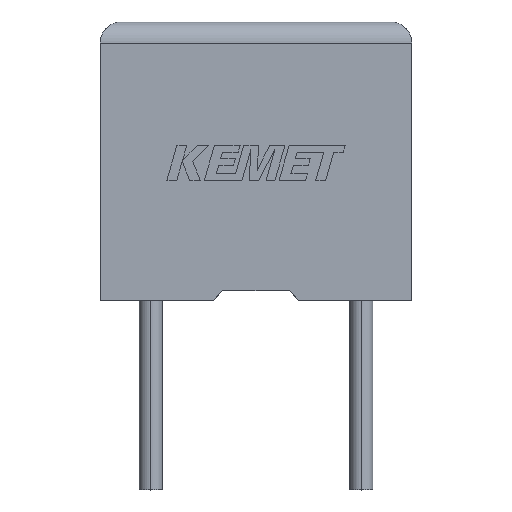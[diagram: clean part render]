
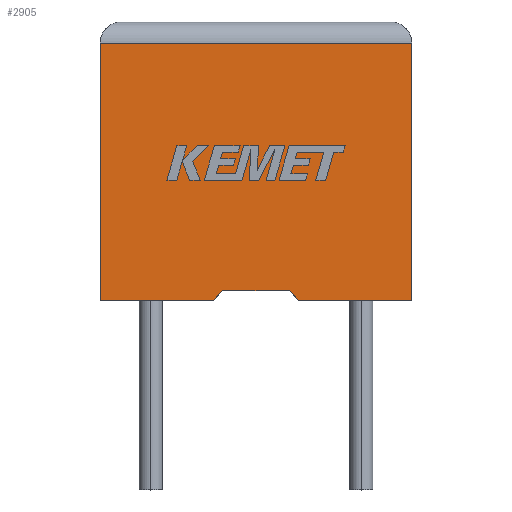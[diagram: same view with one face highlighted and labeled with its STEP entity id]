
A CAD part, top view. The second image highlights one B-rep face of the part: STEP entity #2905.
In plain terms, the highlighted planar face has unit normal (0, 0, 1).
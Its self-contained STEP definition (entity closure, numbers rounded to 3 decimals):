
#53 = CARTESIAN_POINT ( 'NONE',  ( 4.495, 0.228, 2.6 ) ) ;
#81 = VERTEX_POINT ( 'NONE', #2068 ) ;
#194 = CARTESIAN_POINT ( 'NONE',  ( 4.7, 0., 2.6 ) ) ;
#287 = EDGE_CURVE ( 'NONE', #2012, #2534, #1161, .T. ) ;
#293 = VECTOR ( 'NONE', #836, 1000. ) ;
#365 = DIRECTION ( 'NONE',  ( 1., 0., 0. ) ) ;
#386 = ORIENTED_EDGE ( 'NONE', *, *, #1254, .F. ) ;
#655 = CARTESIAN_POINT ( 'NONE',  ( 4.7, 0., 2.6 ) ) ;
#677 = LINE ( 'NONE', #1533, #1122 ) ;
#684 = CARTESIAN_POINT ( 'NONE',  ( 0., 6.1, 2.6 ) ) ;
#810 = CARTESIAN_POINT ( 'NONE',  ( 2.7, 0., 2.6 ) ) ;
#836 = DIRECTION ( 'NONE',  ( -0.67, -0.742, 0. ) ) ;
#845 = EDGE_CURVE ( 'NONE', #81, #1724, #677, .T. ) ;
#898 = EDGE_CURVE ( 'NONE', #2713, #81, #2349, .T. ) ;
#967 = ORIENTED_EDGE ( 'NONE', *, *, #1961, .T. ) ;
#970 = ORIENTED_EDGE ( 'NONE', *, *, #2322, .T. ) ;
#984 = PLANE ( 'NONE',  #2447 ) ;
#1053 = EDGE_CURVE ( 'NONE', #2534, #2713, #1946, .T. ) ;
#1098 = VECTOR ( 'NONE', #1244, 1000. ) ;
#1120 = VECTOR ( 'NONE', #2272, 1000. ) ;
#1122 = VECTOR ( 'NONE', #365, 1000. ) ;
#1161 = LINE ( 'NONE', #2017, #2544 ) ;
#1194 = ORIENTED_EDGE ( 'NONE', *, *, #287, .T. ) ;
#1244 = DIRECTION ( 'NONE',  ( 1., 0., 0. ) ) ;
#1251 = CARTESIAN_POINT ( 'NONE',  ( 7.4, 6.1, 2.6 ) ) ;
#1254 = EDGE_CURVE ( 'NONE', #2865, #1724, #1370, .T. ) ;
#1266 = LINE ( 'NONE', #1523, #1831 ) ;
#1304 = DIRECTION ( 'NONE',  ( -1., 0., 0. ) ) ;
#1323 = EDGE_CURVE ( 'NONE', #3029, #2865, #1266, .T. ) ;
#1370 = LINE ( 'NONE', #2214, #293 ) ;
#1441 = CARTESIAN_POINT ( 'NONE',  ( 0., 0., 2.6 ) ) ;
#1458 = CARTESIAN_POINT ( 'NONE',  ( 2.905, 0.228, 2.6 ) ) ;
#1523 = CARTESIAN_POINT ( 'NONE',  ( 3.7, 0.228, 2.6 ) ) ;
#1533 = CARTESIAN_POINT ( 'NONE',  ( 0., 0., 2.6 ) ) ;
#1622 = ORIENTED_EDGE ( 'NONE', *, *, #845, .T. ) ;
#1662 = DIRECTION ( 'NONE',  ( 0., 0., -1. ) ) ;
#1667 = LINE ( 'NONE', #2377, #1098 ) ;
#1701 = FACE_OUTER_BOUND ( 'NONE', #2497, .T. ) ;
#1724 = VERTEX_POINT ( 'NONE', #810 ) ;
#1831 = VECTOR ( 'NONE', #1304, 1000. ) ;
#1946 = LINE ( 'NONE', #684, #2984 ) ;
#1961 = EDGE_CURVE ( 'NONE', #3029, #2028, #2970, .T. ) ;
#1973 = VECTOR ( 'NONE', #2533, 1000. ) ;
#2012 = VERTEX_POINT ( 'NONE', #3020 ) ;
#2017 = CARTESIAN_POINT ( 'NONE',  ( 7.4, 0., 2.6 ) ) ;
#2027 = DIRECTION ( 'NONE',  ( 0., 1., 0. ) ) ;
#2028 = VERTEX_POINT ( 'NONE', #194 ) ;
#2068 = CARTESIAN_POINT ( 'NONE',  ( 0., 0., 2.6 ) ) ;
#2126 = DIRECTION ( 'NONE',  ( -1., 0., 0. ) ) ;
#2214 = CARTESIAN_POINT ( 'NONE',  ( 2.7, 0., 2.6 ) ) ;
#2249 = ORIENTED_EDGE ( 'NONE', *, *, #1053, .T. ) ;
#2272 = DIRECTION ( 'NONE',  ( 0., -1., 0. ) ) ;
#2322 = EDGE_CURVE ( 'NONE', #2028, #2012, #1667, .T. ) ;
#2349 = LINE ( 'NONE', #3015, #1120 ) ;
#2377 = CARTESIAN_POINT ( 'NONE',  ( 0., 0., 2.6 ) ) ;
#2447 = AXIS2_PLACEMENT_3D ( 'NONE', #1441, #1662, #2615 ) ;
#2497 = EDGE_LOOP ( 'NONE', ( #1194, #2249, #2715, #1622, #386, #2948, #967, #970 ) ) ;
#2533 = DIRECTION ( 'NONE',  ( 0.67, -0.742, 0. ) ) ;
#2534 = VERTEX_POINT ( 'NONE', #1251 ) ;
#2544 = VECTOR ( 'NONE', #2027, 1000. ) ;
#2615 = DIRECTION ( 'NONE',  ( -1., 0., 0. ) ) ;
#2713 = VERTEX_POINT ( 'NONE', #3037 ) ;
#2715 = ORIENTED_EDGE ( 'NONE', *, *, #898, .T. ) ;
#2865 = VERTEX_POINT ( 'NONE', #1458 ) ;
#2905 = ADVANCED_FACE ( 'NONE', ( #1701 ), #984, .F. ) ;
#2948 = ORIENTED_EDGE ( 'NONE', *, *, #1323, .F. ) ;
#2970 = LINE ( 'NONE', #655, #1973 ) ;
#2984 = VECTOR ( 'NONE', #2126, 1000. ) ;
#3015 = CARTESIAN_POINT ( 'NONE',  ( 0., 0., 2.6 ) ) ;
#3020 = CARTESIAN_POINT ( 'NONE',  ( 7.4, 0., 2.6 ) ) ;
#3029 = VERTEX_POINT ( 'NONE', #53 ) ;
#3037 = CARTESIAN_POINT ( 'NONE',  ( 0., 6.1, 2.6 ) ) ;
